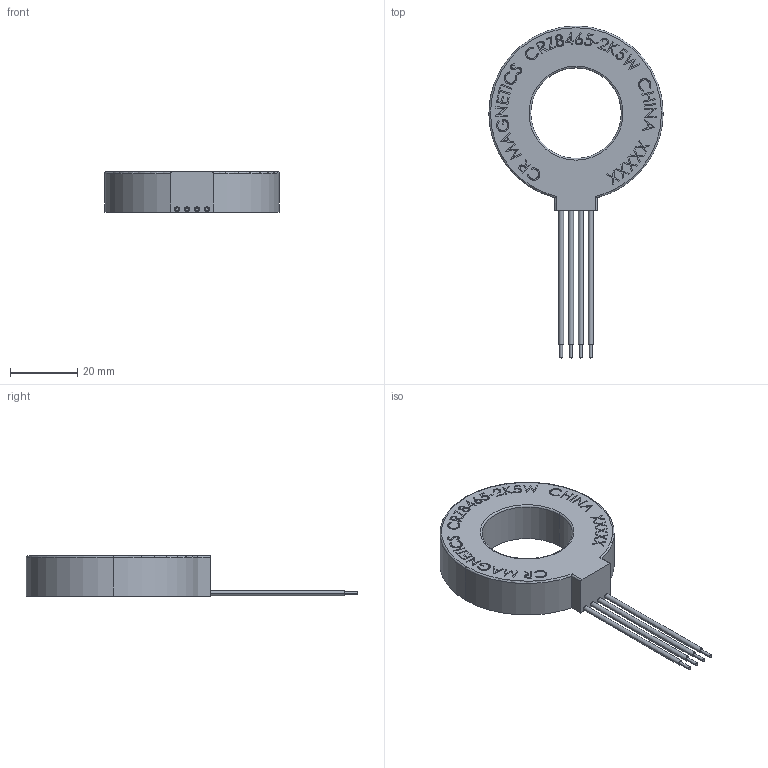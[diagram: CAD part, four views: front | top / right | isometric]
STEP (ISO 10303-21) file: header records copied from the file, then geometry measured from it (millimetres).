
FILE_DESCRIPTION (( 'STEP AP203' ), '1' );
FILE_NAME ('CRZ8465-2K5W.STEP', '2023-04-13T12:41:31', ( '' ), ( '' ), 'SwSTEP 2.0', 'SolidWorks 2022', '' );
FILE_SCHEMA (( 'CONFIG_CONTROL_DESIGN' ));
Length unit declared in the file: millimetre
Products named in the file (1): CRZ8465-2K5W
Bounding box: 52 x 99 x 12 mm (x, y, z)
Volume: 18727.9 mm3; surface area: 7061.8 mm2
Topology: 1 solids, 1 shells, 471 faces, 1248 edges, 830 vertices
Faces by surface type: plane 317, bspline 118, cylinder 26, torus 10
Entity records: 21142 total; most frequent: CARTESIAN_POINT 10110, ORIENTED_EDGE 2496, DIRECTION 1781, EDGE_CURVE 1248, VECTOR 939, LINE 939, VERTEX_POINT 830, EDGE_LOOP 524
